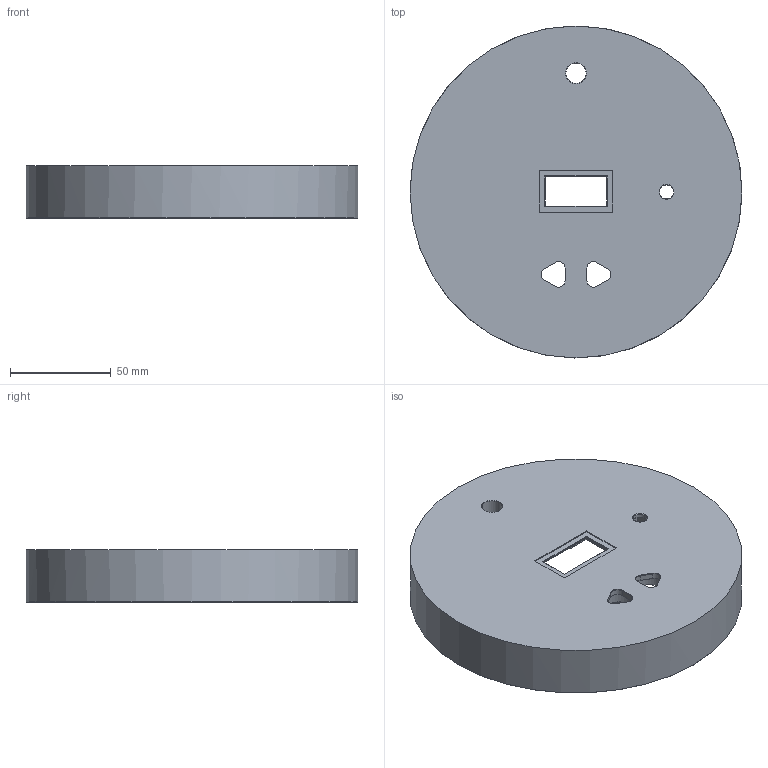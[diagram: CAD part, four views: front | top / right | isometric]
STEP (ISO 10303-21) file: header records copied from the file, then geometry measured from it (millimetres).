
FILE_DESCRIPTION(/* description */ (''),/* implementation_level */ '2;1');
FILE_NAME(/* name */ 'base lampe + boutons v17.step',/* time_stamp */ '2023-11-01T23:17:37+01:00',/* author */ (''),/* organization */ (''),/* preprocessor_version */ 'ST-DEVELOPER v18.1',/* originating_system */ 'Autodesk Translation Framework v9.2.0.1227',/* authorisation */ '');
FILE_SCHEMA (('AUTOMOTIVE_DESIGN { 1 0 10303 214 3 1 1 }'));
Length unit declared in the file: millimetre
Products named in the file (1): base lampe + boutons
Bounding box: 165 x 165 x 26 mm (x, y, z)
Volume: 167949.6 mm3; surface area: 70505.4 mm2
Topology: 1 solids, 1 shells, 294 faces, 721 edges, 436 vertices
Faces by surface type: plane 152, cone 71, cylinder 69, bspline 2
Full cylindrical faces by diameter (mm): 4.234 x5, 7 x1, 10 x1, 17 x2, 165 x1
Entity records: 8698 total; most frequent: CARTESIAN_POINT 1721, DIRECTION 1474, ORIENTED_EDGE 1432, EDGE_CURVE 716, AXIS2_PLACEMENT_3D 506, LINE 462, VECTOR 462, VERTEX_POINT 436
